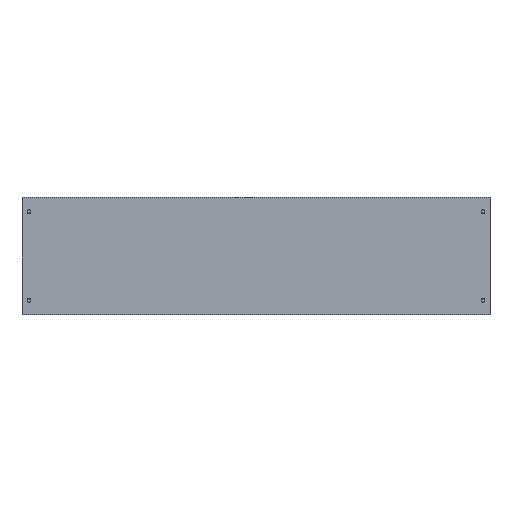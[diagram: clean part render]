
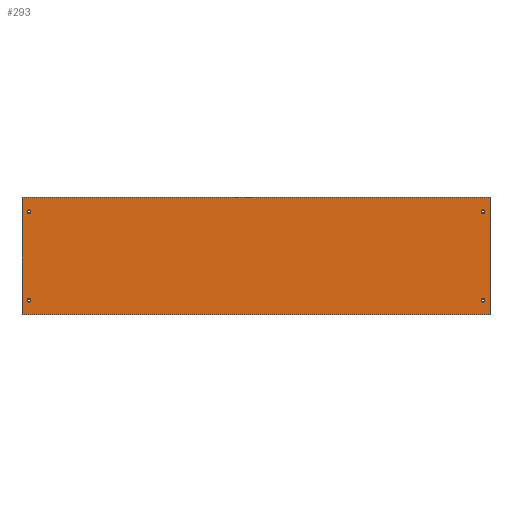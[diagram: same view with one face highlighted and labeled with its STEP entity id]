
A CAD part, top view. The second image highlights one B-rep face of the part: STEP entity #293.
In plain terms, the highlighted planar face has unit normal (0, 0, 1).
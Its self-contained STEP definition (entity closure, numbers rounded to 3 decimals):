
#19=FACE_BOUND('',#72,.T.);
#20=FACE_BOUND('',#73,.T.);
#21=FACE_BOUND('',#74,.T.);
#22=FACE_BOUND('',#75,.T.);
#31=PLANE('',#341);
#49=FACE_OUTER_BOUND('',#71,.T.);
#71=EDGE_LOOP('',(#241,#242,#243,#244));
#72=EDGE_LOOP('',(#245));
#73=EDGE_LOOP('',(#246));
#74=EDGE_LOOP('',(#247));
#75=EDGE_LOOP('',(#248));
#93=LINE('',#493,#113);
#94=LINE('',#495,#114);
#95=LINE('',#497,#115);
#96=LINE('',#498,#116);
#113=VECTOR('',#415,10.);
#114=VECTOR('',#416,10.);
#115=VECTOR('',#417,10.);
#116=VECTOR('',#418,10.);
#133=CIRCLE('',#326,2.5);
#135=CIRCLE('',#330,2.5);
#137=CIRCLE('',#334,2.5);
#139=CIRCLE('',#338,2.5);
#149=VERTEX_POINT('',#463);
#151=VERTEX_POINT('',#470);
#153=VERTEX_POINT('',#477);
#155=VERTEX_POINT('',#484);
#157=VERTEX_POINT('',#491);
#158=VERTEX_POINT('',#492);
#159=VERTEX_POINT('',#494);
#160=VERTEX_POINT('',#496);
#177=EDGE_CURVE('',#149,#149,#133,.T.);
#180=EDGE_CURVE('',#151,#151,#135,.T.);
#183=EDGE_CURVE('',#153,#153,#137,.T.);
#186=EDGE_CURVE('',#155,#155,#139,.T.);
#189=EDGE_CURVE('',#157,#158,#93,.T.);
#190=EDGE_CURVE('',#158,#159,#94,.T.);
#191=EDGE_CURVE('',#160,#159,#95,.T.);
#192=EDGE_CURVE('',#157,#160,#96,.T.);
#241=ORIENTED_EDGE('',*,*,#189,.T.);
#242=ORIENTED_EDGE('',*,*,#190,.T.);
#243=ORIENTED_EDGE('',*,*,#191,.F.);
#244=ORIENTED_EDGE('',*,*,#192,.F.);
#245=ORIENTED_EDGE('',*,*,#177,.T.);
#246=ORIENTED_EDGE('',*,*,#180,.T.);
#247=ORIENTED_EDGE('',*,*,#183,.T.);
#248=ORIENTED_EDGE('',*,*,#186,.T.);
#293=ADVANCED_FACE('',(#49,#19,#20,#21,#22),#31,.T.);
#326=AXIS2_PLACEMENT_3D('',#464,#379,#380);
#330=AXIS2_PLACEMENT_3D('',#471,#388,#389);
#334=AXIS2_PLACEMENT_3D('',#478,#397,#398);
#338=AXIS2_PLACEMENT_3D('',#485,#406,#407);
#341=AXIS2_PLACEMENT_3D('',#490,#413,#414);
#379=DIRECTION('center_axis',(0.,0.,-1.));
#380=DIRECTION('ref_axis',(-1.,0.,0.));
#388=DIRECTION('center_axis',(0.,0.,-1.));
#389=DIRECTION('ref_axis',(-1.,0.,0.));
#397=DIRECTION('center_axis',(0.,0.,-1.));
#398=DIRECTION('ref_axis',(-1.,0.,0.));
#406=DIRECTION('center_axis',(0.,0.,-1.));
#407=DIRECTION('ref_axis',(-1.,0.,0.));
#413=DIRECTION('center_axis',(0.,0.,1.));
#414=DIRECTION('ref_axis',(1.,0.,0.));
#415=DIRECTION('',(1.,0.,0.));
#416=DIRECTION('',(0.,1.,0.));
#417=DIRECTION('',(1.,0.,0.));
#418=DIRECTION('',(0.,1.,0.));
#463=CARTESIAN_POINT('',(293.5,132.,59.));
#464=CARTESIAN_POINT('Origin',(291.,132.,59.));
#470=CARTESIAN_POINT('',(-288.5,18.,59.));
#471=CARTESIAN_POINT('Origin',(-291.,18.,59.));
#477=CARTESIAN_POINT('',(293.5,18.,59.));
#478=CARTESIAN_POINT('Origin',(291.,18.,59.));
#484=CARTESIAN_POINT('',(-288.5,132.,59.));
#485=CARTESIAN_POINT('Origin',(-291.,132.,59.));
#490=CARTESIAN_POINT('Origin',(-300.,0.,59.));
#491=CARTESIAN_POINT('',(-300.,0.,59.));
#492=CARTESIAN_POINT('',(300.,0.,59.));
#493=CARTESIAN_POINT('',(-300.,0.,59.));
#494=CARTESIAN_POINT('',(300.,150.,59.));
#495=CARTESIAN_POINT('',(300.,0.,59.));
#496=CARTESIAN_POINT('',(-300.,150.,59.));
#497=CARTESIAN_POINT('',(-300.,150.,59.));
#498=CARTESIAN_POINT('',(-300.,0.,59.));
